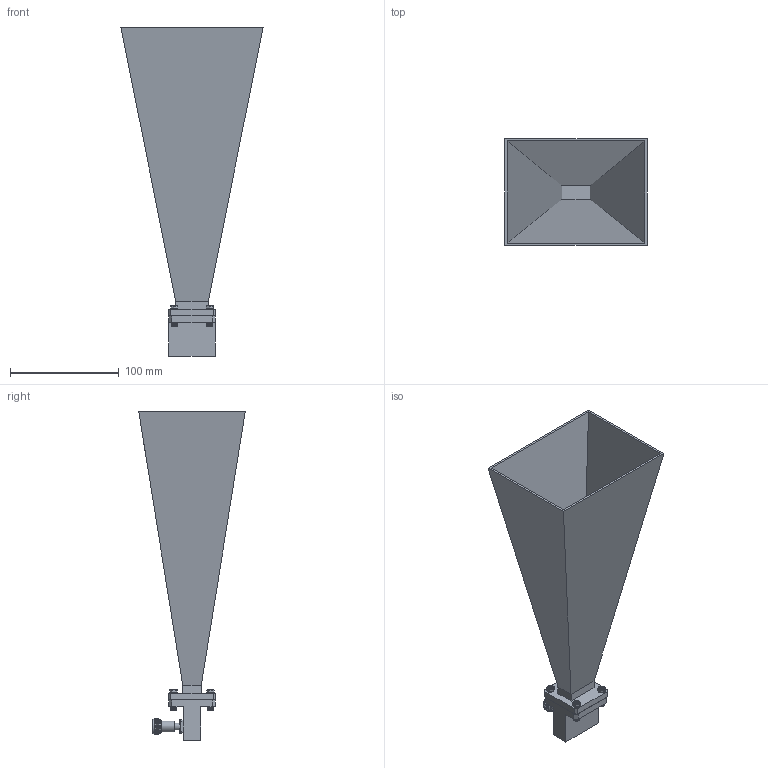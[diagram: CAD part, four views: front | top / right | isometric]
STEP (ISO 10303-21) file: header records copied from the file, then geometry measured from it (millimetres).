
FILE_DESCRIPTION (( 'STEP AP214' ), '1' );
FILE_NAME ('FMWAN102-20NF_3D.STEP', '2022-02-03T15:31:45', ( '' ), ( '' ), 'SwSTEP 2.0', 'SolidWorks 2021', '' );
FILE_SCHEMA (( 'AUTOMOTIVE_DESIGN' ));
Length unit declared in the file: inch
Products named in the file (11): 6-LW; Copy of 112-N-PANEL^Copy of PE9802_CON_PE9802; 6-32SH-HXx.625_92196A150; PE9802; 6-32HN-NARROW_90730A007; FMWAN102-20NF_3D; Copy of 112-N^Copy of PE9802_CON_PE9802; Copy of PE9802_CON^PE9802; Copy of 06142-con screw^Copy of PE9802_CON_PE9802; PEWAN102-20; Copy of PE9802_Body2^PE9802
Assembly tree (22 placements, depth 4):
  FMWAN102-20NF_3D
    6-32HN-NARROW_90730A007  x4
    6-32SH-HXx.625_92196A150  x4
    6-LW  x4
    PE9802
      Copy of PE9802_CON^PE9802
        Copy of 06142-con screw^Copy of PE9802_CON_PE9802  x4
        Copy of 112-N-PANEL^Copy of PE9802_CON_PE9802
        Copy of 112-N^Copy of PE9802_CON_PE9802
      Copy of PE9802_Body2^PE9802
    PEWAN102-20
Bounding box: 130.78 x 98.05 x 302.1 mm (x, y, z)
Volume: 187863.2 mm3; surface area: 158588.2 mm2
Topology: 20 solids, 20 shells, 1563 faces, 3858 edges, 2355 vertices
Faces by surface type: plane 689, cylinder 446, cone 400, bspline 28
Entity records: 19252 total; most frequent: CARTESIAN_POINT 6513, ORIENTED_EDGE 2462, DIRECTION 2060, EDGE_CURVE 1231, AXIS2_PLACEMENT_3D 777, VERTEX_POINT 762, EDGE_LOOP 541, VECTOR 506
